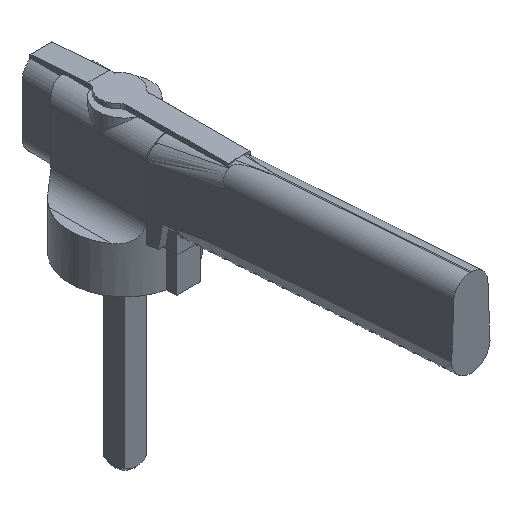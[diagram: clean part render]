
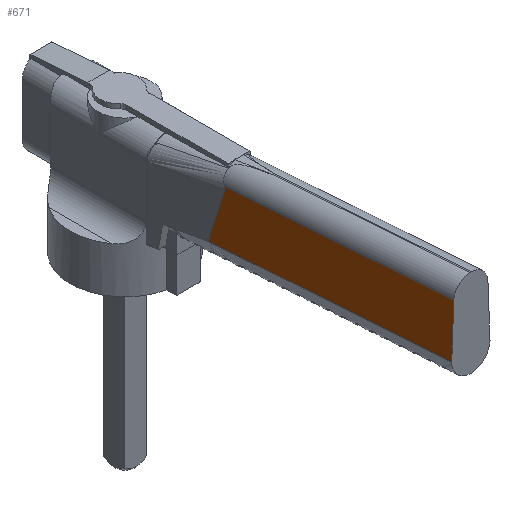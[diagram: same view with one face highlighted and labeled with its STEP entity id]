
A CAD part, isometric view. The second image highlights one B-rep face of the part: STEP entity #671.
In plain terms, the highlighted planar face has unit normal (-0.999, 0.003, 0.04).
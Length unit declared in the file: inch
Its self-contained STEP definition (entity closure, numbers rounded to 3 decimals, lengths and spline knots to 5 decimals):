
#2 = ORIENTED_EDGE ( 'NONE', *, *, #5064, .T. ) ;
#35 = DIRECTION ( 'NONE',  ( -0.038, 0.279, -0.96 ) ) ;
#190 = ORIENTED_EDGE ( 'NONE', *, *, #5546, .T. ) ;
#303 = VERTEX_POINT ( 'NONE', #3301 ) ;
#369 = VERTEX_POINT ( 'NONE', #3676 ) ;
#570 = ORIENTED_EDGE ( 'NONE', *, *, #5031, .T. ) ;
#671 = ADVANCED_FACE ( 'NONE', ( #2895 ), #4912, .T. ) ;
#1010 = DIRECTION ( 'NONE',  ( 0.04, 0., 0.999 ) ) ;
#1254 = CARTESIAN_POINT ( 'NONE',  ( -0.36796, -2.52859, 5.58778 ) ) ;
#1525 = CARTESIAN_POINT ( 'NONE',  ( -0.41339, -2.21204, 4.42923 ) ) ;
#1853 = CARTESIAN_POINT ( 'NONE',  ( -0.3686, -2.53515, 5.57231 ) ) ;
#2141 = DIRECTION ( 'NONE',  ( 0., 0.998, -0.07 ) ) ;
#2329 = CARTESIAN_POINT ( 'NONE',  ( -0.36927, -2.53764, 5.55558 ) ) ;
#2486 = LINE ( 'NONE', #3540, #3580 ) ;
#2630 = CARTESIAN_POINT ( 'NONE',  ( -0.36796, -7.47942, 5.93398 ) ) ;
#2740 = LINE ( 'NONE', #2630, #4932 ) ;
#2824 = CARTESIAN_POINT ( 'NONE',  ( -0.36993, -2.5344, 5.53891 ) ) ;
#2895 = FACE_OUTER_BOUND ( 'NONE', #6126, .T. ) ;
#2934 = CARTESIAN_POINT ( 'NONE',  ( -0.36993, -2.5344, 5.53891 ) ) ;
#2950 = VECTOR ( 'NONE', #5096, 39.37008 ) ;
#3181 = LINE ( 'NONE', #4029, #3979 ) ;
#3301 = CARTESIAN_POINT ( 'NONE',  ( -0.36796, -7.47942, 5.93398 ) ) ;
#3305 = AXIS2_PLACEMENT_3D ( 'NONE', #5087, #5174, #5211 ) ;
#3540 = CARTESIAN_POINT ( 'NONE',  ( -0.36993, -2.5344, 5.53891 ) ) ;
#3580 = VECTOR ( 'NONE', #35, 39.37008 ) ;
#3676 = CARTESIAN_POINT ( 'NONE',  ( -0.41339, -7.47942, 4.79756 ) ) ;
#3728 = CARTESIAN_POINT ( 'NONE',  ( -0.41339, -2.21204, 4.42923 ) ) ;
#3979 = VECTOR ( 'NONE', #1010, 39.37008 ) ;
#4011 = B_SPLINE_CURVE_WITH_KNOTS ( 'NONE', 3,
 ( #4408, #4230, #4934, #1853, #5495, #2329, #6065, #2824 ),
 .UNSPECIFIED., .F., .F.,
 ( 4, 2, 2, 4 ),
 ( 0., 0.00032, 0.00064, 0.00128 ),
 .UNSPECIFIED. ) ;
#4029 = CARTESIAN_POINT ( 'NONE',  ( -0.34375, -7.47942, 6.53959 ) ) ;
#4230 = CARTESIAN_POINT ( 'NONE',  ( -0.36811, -2.53068, 5.58408 ) ) ;
#4408 = CARTESIAN_POINT ( 'NONE',  ( -0.36796, -2.52859, 5.58778 ) ) ;
#4584 = LINE ( 'NONE', #1525, #2950 ) ;
#4912 = PLANE ( 'NONE',  #3305 ) ;
#4932 = VECTOR ( 'NONE', #2141, 39.37008 ) ;
#4934 = CARTESIAN_POINT ( 'NONE',  ( -0.36827, -2.53243, 5.58025 ) ) ;
#5031 = EDGE_CURVE ( 'NONE', #369, #303, #3181, .T. ) ;
#5041 = EDGE_CURVE ( 'NONE', #6209, #369, #4584, .T. ) ;
#5050 = EDGE_CURVE ( 'NONE', #5355, #6209, #2486, .T. ) ;
#5064 = EDGE_CURVE ( 'NONE', #303, #5686, #2740, .T. ) ;
#5087 = CARTESIAN_POINT ( 'NONE',  ( -0.33476, -4.25793, 6.53923 ) ) ;
#5096 = DIRECTION ( 'NONE',  ( 0., -0.998, 0.07 ) ) ;
#5174 = DIRECTION ( 'NONE',  ( -0.999, 0.003, 0.04 ) ) ;
#5211 = DIRECTION ( 'NONE',  ( 0.04, 0., 0.999 ) ) ;
#5355 = VERTEX_POINT ( 'NONE', #2934 ) ;
#5495 = CARTESIAN_POINT ( 'NONE',  ( -0.36877, -2.53612, 5.56814 ) ) ;
#5546 = EDGE_CURVE ( 'NONE', #5686, #5355, #4011, .T. ) ;
#5686 = VERTEX_POINT ( 'NONE', #1254 ) ;
#5882 = ORIENTED_EDGE ( 'NONE', *, *, #5041, .T. ) ;
#6065 = CARTESIAN_POINT ( 'NONE',  ( -0.36961, -2.53677, 5.54708 ) ) ;
#6126 = EDGE_LOOP ( 'NONE', ( #5882, #570, #2, #190, #6716 ) ) ;
#6209 = VERTEX_POINT ( 'NONE', #3728 ) ;
#6716 = ORIENTED_EDGE ( 'NONE', *, *, #5050, .T. ) ;
